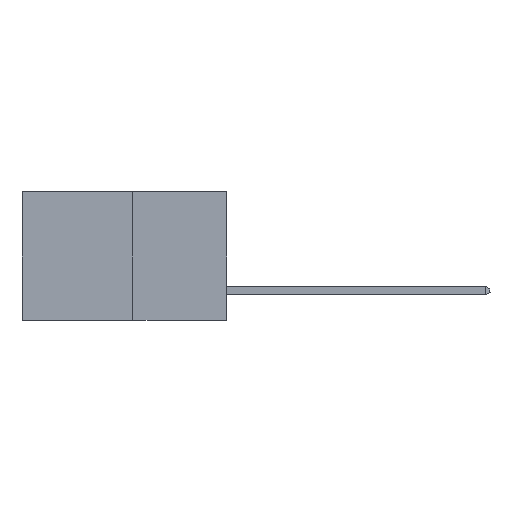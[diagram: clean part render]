
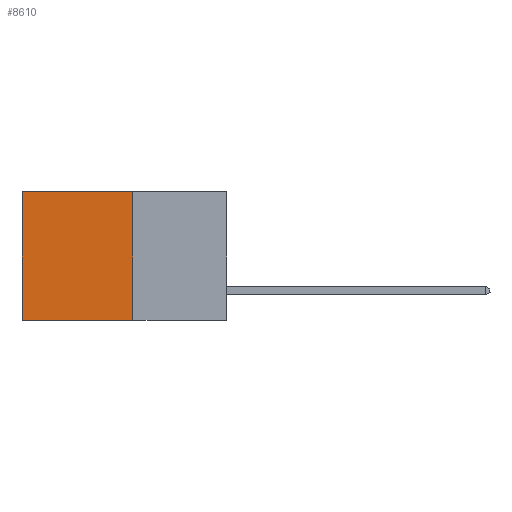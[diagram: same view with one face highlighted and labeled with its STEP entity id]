
A CAD part, left-side view. The second image highlights one B-rep face of the part: STEP entity #8610.
In plain terms, the highlighted planar face has unit normal (-1, 0, 0).
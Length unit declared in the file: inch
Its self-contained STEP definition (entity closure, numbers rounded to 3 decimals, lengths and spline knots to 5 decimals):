
#59 = ORIENTED_EDGE ( 'NONE', *, *, #2525, .F. ) ;
#205 = AXIS2_PLACEMENT_3D ( 'NONE', #1392, #8516, #13592 ) ;
#874 = VERTEX_POINT ( 'NONE', #9475 ) ;
#1181 = ORIENTED_EDGE ( 'NONE', *, *, #12834, .T. ) ;
#1392 = CARTESIAN_POINT ( 'NONE',  ( 0.277, 0.27, -0.37 ) ) ;
#2062 = CARTESIAN_POINT ( 'NONE',  ( 0.277, 0.27, -0.37 ) ) ;
#2525 = EDGE_CURVE ( 'NONE', #13197, #17840, #5041, .T. ) ;
#2746 = LINE ( 'NONE', #8951, #10859 ) ;
#3432 = CARTESIAN_POINT ( 'NONE',  ( 0.277, 0.27, 0. ) ) ;
#4121 = DIRECTION ( 'NONE',  ( 0., 1., 0. ) ) ;
#5041 = LINE ( 'NONE', #5606, #12995 ) ;
#5606 = CARTESIAN_POINT ( 'NONE',  ( 0.277, 0.27, -0.37 ) ) ;
#6286 = CARTESIAN_POINT ( 'NONE',  ( 0.277, 0.59, -0.37 ) ) ;
#7544 = PLANE ( 'NONE',  #205 ) ;
#8053 = EDGE_CURVE ( 'NONE', #14147, #874, #20401, .T. ) ;
#8516 = DIRECTION ( 'NONE',  ( 1., 0., 0. ) ) ;
#8610 = ADVANCED_FACE ( 'NONE', ( #13151 ), #7544, .F. ) ;
#8951 = CARTESIAN_POINT ( 'NONE',  ( 0.277, 0.27, 0. ) ) ;
#9475 = CARTESIAN_POINT ( 'NONE',  ( 0.277, 0.59, -0.37 ) ) ;
#9908 = EDGE_CURVE ( 'NONE', #17840, #874, #16798, .T. ) ;
#10859 = VECTOR ( 'NONE', #4121, 39.37008 ) ;
#11063 = EDGE_LOOP ( 'NONE', ( #14805, #15587, #59, #1181 ) ) ;
#11316 = DIRECTION ( 'NONE',  ( 0., 0., -1. ) ) ;
#11560 = DIRECTION ( 'NONE',  ( 0., 1., 0. ) ) ;
#11594 = DIRECTION ( 'NONE',  ( 0., 0., -1. ) ) ;
#12834 = EDGE_CURVE ( 'NONE', #13197, #14147, #2746, .T. ) ;
#12995 = VECTOR ( 'NONE', #11316, 39.37008 ) ;
#13151 = FACE_OUTER_BOUND ( 'NONE', #11063, .T. ) ;
#13197 = VERTEX_POINT ( 'NONE', #3432 ) ;
#13206 = CARTESIAN_POINT ( 'NONE',  ( 0.277, 0.27, -0.37 ) ) ;
#13592 = DIRECTION ( 'NONE',  ( 0., 0., -1. ) ) ;
#14147 = VERTEX_POINT ( 'NONE', #18287 ) ;
#14805 = ORIENTED_EDGE ( 'NONE', *, *, #8053, .T. ) ;
#15587 = ORIENTED_EDGE ( 'NONE', *, *, #9908, .F. ) ;
#16373 = VECTOR ( 'NONE', #11594, 39.37008 ) ;
#16798 = LINE ( 'NONE', #13206, #20354 ) ;
#17840 = VERTEX_POINT ( 'NONE', #2062 ) ;
#18287 = CARTESIAN_POINT ( 'NONE',  ( 0.277, 0.59, 0. ) ) ;
#20354 = VECTOR ( 'NONE', #11560, 39.37008 ) ;
#20401 = LINE ( 'NONE', #6286, #16373 ) ;
